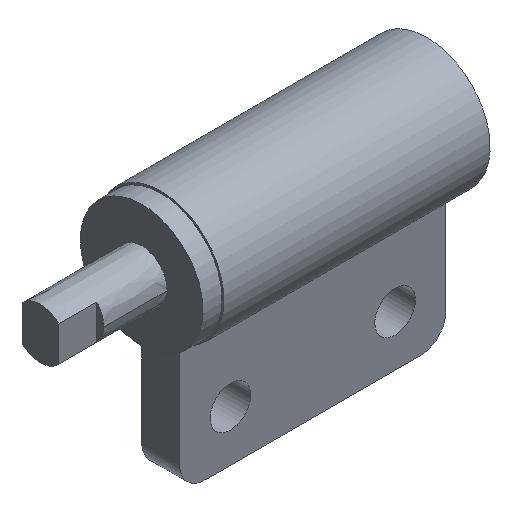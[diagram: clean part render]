
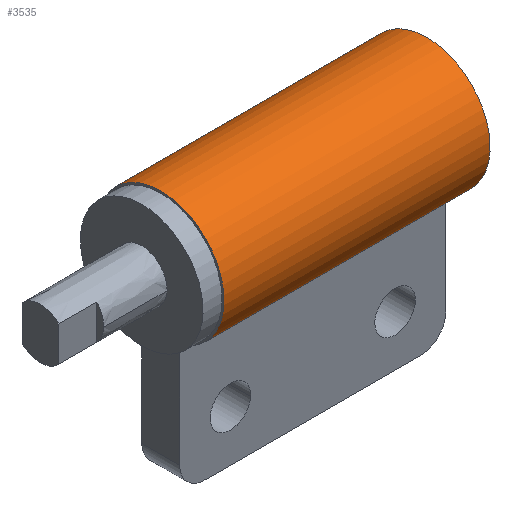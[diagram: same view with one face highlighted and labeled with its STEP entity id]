
A CAD part, isometric view. The second image highlights one B-rep face of the part: STEP entity #3535.
In plain terms, the highlighted free-form (B-spline) face has degree [1, 2] with [2, 9] control points.
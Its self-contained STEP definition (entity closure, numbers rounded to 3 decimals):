
#3424=CARTESIAN_POINT('',(27.5,-1.5,-4.77));
#3425=VERTEX_POINT('',#3424);
#3431=CARTESIAN_POINT('',(6.5,-1.5,-4.77));
#3432=VERTEX_POINT('',#3431);
#3433=CARTESIAN_POINT('',(27.5,-1.5,-4.77));
#3434=CARTESIAN_POINT('',(6.5,-1.5,-4.77));
#3435=QUASI_UNIFORM_CURVE('',1,(#3433,#3434),.UNSPECIFIED.,.F.,.U.);
#3436=EDGE_CURVE('',#3425,#3432,#3435,.T.);
#3459=CARTESIAN_POINT('',(28.025,1.458,-4.783));
#3460=CARTESIAN_POINT('',(5.962,1.458,-4.783));
#3461=CARTESIAN_POINT('',(28.025,5.634,-3.509));
#3462=CARTESIAN_POINT('',(5.962,5.634,-3.509));
#3463=CARTESIAN_POINT('',(28.025,4.936,0.8));
#3464=CARTESIAN_POINT('',(5.962,4.936,0.8));
#3465=CARTESIAN_POINT('',(28.025,4.237,5.109));
#3466=CARTESIAN_POINT('',(5.962,4.237,5.109));
#3467=CARTESIAN_POINT('',(28.025,-0.127,4.998));
#3468=CARTESIAN_POINT('',(5.962,-0.127,4.998));
#3469=CARTESIAN_POINT('',(28.025,-4.491,4.887));
#3470=CARTESIAN_POINT('',(5.962,-4.491,4.887));
#3471=CARTESIAN_POINT('',(28.025,-4.97,0.548));
#3472=CARTESIAN_POINT('',(5.962,-4.97,0.548));
#3473=CARTESIAN_POINT('',(28.025,-5.448,-3.791));
#3474=CARTESIAN_POINT('',(5.962,-5.448,-3.791));
#3475=CARTESIAN_POINT('',(28.025,-1.213,-4.851));
#3476=CARTESIAN_POINT('',(5.962,-1.213,-4.851));
#3484=(BOUNDED_SURFACE()B_SPLINE_SURFACE(1,2,((#3459,#3461,#3463,#3465,#3467,#3469,#3471,#3473,#3475),(#3460,#3462,#3464,#3466,#3468,#3470,#3472,#3474,#3476)),.UNSPECIFIED.,.F.,.F.,.U.)B_SPLINE_SURFACE_WITH_KNOTS((2,2),(3,2,2,2,3),(0.0,22.063),(0.0,7.503,15.005,22.508,30.01),.UNSPECIFIED.)GEOMETRIC_REPRESENTATION_ITEM()RATIONAL_B_SPLINE_SURFACE(((1.0,0.753,1.0,0.753,1.0,0.753,1.0,0.753,1.0),(1.0,0.753,1.0,0.753,1.0,0.753,1.0,0.753,1.0)))REPRESENTATION_ITEM('')SURFACE());
#3485=CARTESIAN_POINT('',(6.5,1.5,-4.77));
#3486=VERTEX_POINT('',#3485);
#3487=CARTESIAN_POINT('',(6.5,1.5,-4.77));
#3488=CARTESIAN_POINT('',(6.5,5.593,-3.482));
#3489=CARTESIAN_POINT('',(6.5,4.942,0.759));
#3490=CARTESIAN_POINT('',(6.5,4.291,5.0));
#3491=CARTESIAN_POINT('',(6.5,0.0,5.0));
#3492=CARTESIAN_POINT('',(6.5,-4.291,5.0));
#3493=CARTESIAN_POINT('',(6.5,-4.942,0.759));
#3494=CARTESIAN_POINT('',(6.5,-5.593,-3.482));
#3495=CARTESIAN_POINT('',(6.5,-1.5,-4.77));
#3503=(BOUNDED_CURVE()B_SPLINE_CURVE(2,(#3487,#3488,#3489,#3490,#3491,#3492,#3493,#3494,#3495),.UNSPECIFIED.,.F.,.U.)B_SPLINE_CURVE_WITH_KNOTS((3,2,2,2,3),(0.0,0.25,0.5,0.75,1.0),.UNSPECIFIED.)CURVE()GEOMETRIC_REPRESENTATION_ITEM()RATIONAL_B_SPLINE_CURVE((1.0,0.759,1.0,0.759,1.0,0.759,1.0,0.759,1.0))REPRESENTATION_ITEM(''));
#3504=EDGE_CURVE('',#3486,#3432,#3503,.T.);
#3505=ORIENTED_EDGE('',*,*,#3504,.T.);
#3506=ORIENTED_EDGE('',*,*,#3436,.F.);
#3507=CARTESIAN_POINT('',(27.5,1.5,-4.77));
#3508=VERTEX_POINT('',#3507);
#3509=CARTESIAN_POINT('',(27.5,1.5,-4.77));
#3510=CARTESIAN_POINT('',(27.5,5.593,-3.482));
#3511=CARTESIAN_POINT('',(27.5,4.942,0.759));
#3512=CARTESIAN_POINT('',(27.5,4.291,5.0));
#3513=CARTESIAN_POINT('',(27.5,0.0,5.0));
#3514=CARTESIAN_POINT('',(27.5,-4.291,5.0));
#3515=CARTESIAN_POINT('',(27.5,-4.942,0.759));
#3516=CARTESIAN_POINT('',(27.5,-5.593,-3.482));
#3517=CARTESIAN_POINT('',(27.5,-1.5,-4.77));
#3525=(BOUNDED_CURVE()B_SPLINE_CURVE(2,(#3509,#3510,#3511,#3512,#3513,#3514,#3515,#3516,#3517),.UNSPECIFIED.,.F.,.U.)B_SPLINE_CURVE_WITH_KNOTS((3,2,2,2,3),(0.0,0.25,0.5,0.75,1.0),.UNSPECIFIED.)CURVE()GEOMETRIC_REPRESENTATION_ITEM()RATIONAL_B_SPLINE_CURVE((1.0,0.759,1.0,0.759,1.0,0.759,1.0,0.759,1.0))REPRESENTATION_ITEM(''));
#3526=EDGE_CURVE('',#3508,#3425,#3525,.T.);
#3527=ORIENTED_EDGE('',*,*,#3526,.F.);
#3528=CARTESIAN_POINT('',(27.5,1.5,-4.77));
#3529=CARTESIAN_POINT('',(6.5,1.5,-4.77));
#3530=QUASI_UNIFORM_CURVE('',1,(#3528,#3529),.UNSPECIFIED.,.F.,.U.);
#3531=EDGE_CURVE('',#3508,#3486,#3530,.T.);
#3532=ORIENTED_EDGE('',*,*,#3531,.T.);
#3533=EDGE_LOOP('',(#3505,#3506,#3527,#3532));
#3534=FACE_OUTER_BOUND('',#3533,.T.);
#3535=ADVANCED_FACE('',(#3534),#3484,.T.);
